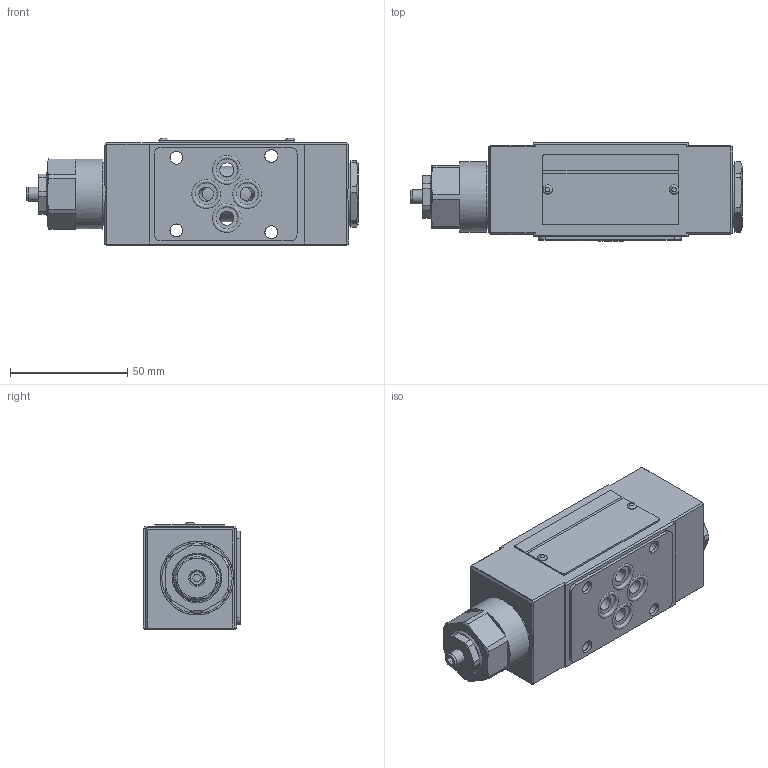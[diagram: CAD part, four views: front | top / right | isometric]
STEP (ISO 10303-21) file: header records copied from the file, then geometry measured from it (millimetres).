
FILE_DESCRIPTION(/* description */ (''),/* implementation_level */ '2;1');
FILE_NAME(/* name */ 'Z2FRM6AB2-2XJ叠加式调速阀.prt.stp',/* time_stamp */ '2022-03-30T19:56:29+08:00',/* author */ (''),/* organization */ (''),/* preprocessor_version */ 'ST-DEVELOPER v16.7',/* originating_system */ 'SIEMENS PLM Software NX 12.0',/* authorisation */ '');
FILE_SCHEMA (('AUTOMOTIVE_DESIGN { 1 0 10303 214 3 1 1 1 }'));
Length unit declared in the file: millimetre
Products named in the file (1): Z2FRM6AB2-2XJ叠加式调速阀
Bounding box: 141.7 x 41.78 x 45.8 mm (x, y, z)
Volume: 218601.4 mm3; surface area: 55302.2 mm2
Topology: 19 solids, 20 shells, 313 faces, 724 edges, 463 vertices
Faces by surface type: plane 151, cylinder 109, cone 33, torus 12, bspline 8
Full cylindrical faces by diameter (mm): 1 x2, 1.8 x4, 2 x2, 2.5 x2, 3 x2, 5 x2, 5.4 x4, 5.5 x4, 6 x8, 9 x1, 12 x1, 12.2 x4, 15 x1, 16 x4, 17 x1, 17.6 x2, 18 x4, 18.8 x2, 19 x11, 20 x3, 23.8 x2, 25 x2, 26.5 x1, 27 x3, 30 x1, 31.5 x2
Entity records: 11736 total; most frequent: CARTESIAN_POINT 4947, DIRECTION 1269, ORIENTED_EDGE 1096, EDGE_CURVE 548, AXIS2_PLACEMENT_3D 508, EDGE_LOOP 459, VERTEX_POINT 412, ADVANCED_FACE 304
